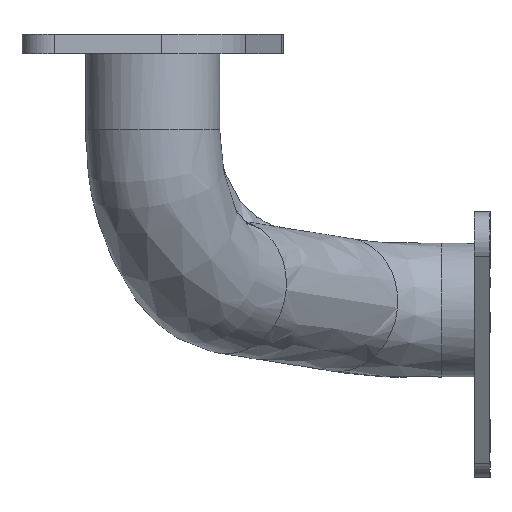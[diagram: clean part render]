
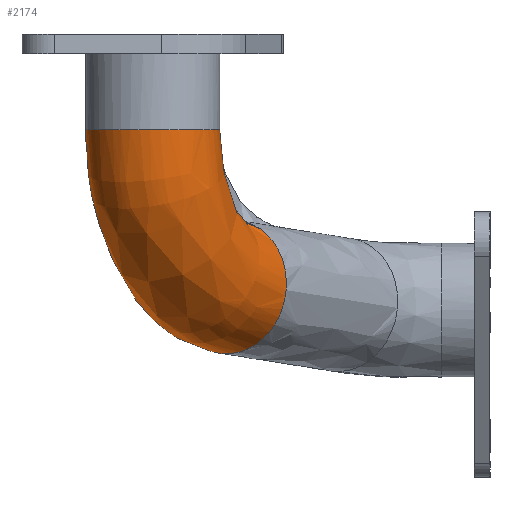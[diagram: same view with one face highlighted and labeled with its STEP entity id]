
A CAD part, left-side view. The second image highlights one B-rep face of the part: STEP entity #2174.
In plain terms, the highlighted free-form (B-spline) face has degree [2, 2] with [3, 7] control points.
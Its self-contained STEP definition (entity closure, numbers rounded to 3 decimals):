
#2125 = VERTEX_POINT('',#2126);
#2126 = CARTESIAN_POINT('',(-503.066,-37.02,
    -51.034));
#2131 = EDGE_CURVE('',#2125,#2132,#2134,.T.);
#2132 = VERTEX_POINT('',#2133);
#2133 = CARTESIAN_POINT('',(-439.157,-23.97,
    -51.034));
#2134 = ( BOUNDED_CURVE() B_SPLINE_CURVE(2,(#2135,#2136,#2137),
.UNSPECIFIED.,.F.,.F.) B_SPLINE_CURVE_WITH_KNOTS((3,3),(3.142,
4.759),.PIECEWISE_BEZIER_KNOTS.) CURVE() 
GEOMETRIC_REPRESENTATION_ITEM() RATIONAL_B_SPLINE_CURVE((1.,
0.69,1.)) REPRESENTATION_ITEM('') );
#2135 = CARTESIAN_POINT('',(-503.066,-37.02,
    -51.034));
#2136 = CARTESIAN_POINT('',(-464.273,-63.979,
    -51.034));
#2137 = CARTESIAN_POINT('',(-439.157,-23.97,
    -51.034));
#2139 = EDGE_CURVE('',#2132,#2125,#2140,.T.);
#2140 = ( BOUNDED_CURVE() B_SPLINE_CURVE(2,(#2141,#2142,#2143,#2144,
#2145),.UNSPECIFIED.,.F.,.F.) B_SPLINE_CURVE_WITH_KNOTS((3,2,3),(
    4.759,7.092,9.425),
.PIECEWISE_BEZIER_KNOTS.) CURVE() GEOMETRIC_REPRESENTATION_ITEM() 
RATIONAL_B_SPLINE_CURVE((1.,0.393,1.,0.393,1.)) 
REPRESENTATION_ITEM('') );
#2141 = CARTESIAN_POINT('',(-439.157,-23.97,
    -51.034));
#2142 = CARTESIAN_POINT('',(-383.149,65.246,
    -51.034));
#2143 = CARTESIAN_POINT('',(-486.358,44.17,
    -51.034));
#2144 = CARTESIAN_POINT('',(-589.567,23.095,
    -51.034));
#2145 = CARTESIAN_POINT('',(-503.066,-37.02,
    -51.034));
#2174 = ADVANCED_FACE('',(#2175),#2204,.T.);
#2175 = FACE_BOUND('',#2176,.T.);
#2176 = EDGE_LOOP('',(#2177,#2178,#2186,#2196,#2202,#2203));
#2177 = ORIENTED_EDGE('',*,*,#2139,.F.);
#2178 = ORIENTED_EDGE('',*,*,#2179,.T.);
#2179 = EDGE_CURVE('',#2132,#2180,#2182,.T.);
#2180 = VERTEX_POINT('',#2181);
#2181 = CARTESIAN_POINT('',(-391.858,-53.662,
    -111.81));
#2182 = ( BOUNDED_CURVE() B_SPLINE_CURVE(2,(#2183,#2184,#2185),
.UNSPECIFIED.,.F.,.F.) B_SPLINE_CURVE_WITH_KNOTS((3,3),(4.712,
6.199),.PIECEWISE_BEZIER_KNOTS.) CURVE() 
GEOMETRIC_REPRESENTATION_ITEM() RATIONAL_B_SPLINE_CURVE((1.,
0.736,1.)) REPRESENTATION_ITEM('') );
#2183 = CARTESIAN_POINT('',(-439.157,-23.97,
    -51.034));
#2184 = CARTESIAN_POINT('',(-439.157,-23.97,
    -107.08));
#2185 = CARTESIAN_POINT('',(-391.858,-53.662,
    -111.81));
#2186 = ORIENTED_EDGE('',*,*,#2187,.T.);
#2187 = EDGE_CURVE('',#2180,#2188,#2190,.T.);
#2188 = VERTEX_POINT('',#2189);
#2189 = CARTESIAN_POINT('',(-419.175,-89.685,
    -158.83));
#2190 = ( BOUNDED_CURVE() B_SPLINE_CURVE(2,(#2191,#2192,#2193,#2194,
#2195),.UNSPECIFIED.,.F.,.F.) B_SPLINE_CURVE_WITH_KNOTS((3,2,3),(
    4.759,7.092,9.425),
.PIECEWISE_BEZIER_KNOTS.) CURVE() GEOMETRIC_REPRESENTATION_ITEM() 
RATIONAL_B_SPLINE_CURVE((1.,0.393,1.,0.393,1.)) 
REPRESENTATION_ITEM('') );
#2191 = CARTESIAN_POINT('',(-391.858,-53.662,
    -111.81));
#2192 = CARTESIAN_POINT('',(-335.851,35.553,
    -111.81));
#2193 = CARTESIAN_POINT('',(-379.965,-22.621,
    -187.744));
#2194 = CARTESIAN_POINT('',(-424.079,-80.795,
    -263.678));
#2195 = CARTESIAN_POINT('',(-419.175,-89.685,
    -158.83));
#2196 = ORIENTED_EDGE('',*,*,#2197,.T.);
#2197 = EDGE_CURVE('',#2188,#2180,#2198,.T.);
#2198 = ( BOUNDED_CURVE() B_SPLINE_CURVE(2,(#2199,#2200,#2201),
.UNSPECIFIED.,.F.,.F.) B_SPLINE_CURVE_WITH_KNOTS((3,3),(3.142,
4.759),.PIECEWISE_BEZIER_KNOTS.) CURVE() 
GEOMETRIC_REPRESENTATION_ITEM() RATIONAL_B_SPLINE_CURVE((1.,
0.69,1.)) REPRESENTATION_ITEM('') );
#2199 = CARTESIAN_POINT('',(-419.175,-89.685,
    -158.83));
#2200 = CARTESIAN_POINT('',(-416.975,-93.672,
    -111.81));
#2201 = CARTESIAN_POINT('',(-391.858,-53.662,
    -111.81));
#2202 = ORIENTED_EDGE('',*,*,#2179,.F.);
#2203 = ORIENTED_EDGE('',*,*,#2131,.F.);
#2204 = ( BOUNDED_SURFACE() B_SPLINE_SURFACE(2,2,(
    (#2205,#2206,#2207,#2208,#2209,#2210,#2211)
    ,(#2212,#2213,#2214,#2215,#2216,#2217,#2218)
    ,(#2219,#2220,#2221,#2222,#2223,#2224,#2225
)),.UNSPECIFIED.,.F.,.T.,.F.) B_SPLINE_SURFACE_WITH_KNOTS((3,3),(3,2,2,3
    ),(0.084,1.571),(3.142,5.236,
    7.33,9.425),.PIECEWISE_BEZIER_KNOTS.) 
GEOMETRIC_REPRESENTATION_ITEM() RATIONAL_B_SPLINE_SURFACE((
    (1.,0.5,1.,0.5,1.,0.5,1.)
    ,(0.736,0.368,0.736,0.368
      ,0.736,0.368,0.736)
,(1.,0.5,1.,0.5,1.,0.5,1.))) REPRESENTATION_ITEM('') SURFACE() );
#2205 = CARTESIAN_POINT('',(-391.858,-53.662,
    -111.81));
#2206 = CARTESIAN_POINT('',(-433.375,-119.795,
    -111.81));
#2207 = CARTESIAN_POINT('',(-417.45,-83.694,
    -179.192));
#2208 = CARTESIAN_POINT('',(-401.525,-47.594,
    -246.573));
#2209 = CARTESIAN_POINT('',(-375.933,-17.562,
    -179.192));
#2210 = CARTESIAN_POINT('',(-350.342,12.47,
    -111.81));
#2211 = CARTESIAN_POINT('',(-391.858,-53.662,
    -111.81));
#2212 = CARTESIAN_POINT('',(-439.157,-23.97,
    -107.08));
#2213 = CARTESIAN_POINT('',(-480.673,-90.102,
    -107.08));
#2214 = CARTESIAN_POINT('',(-517.187,-21.081,
    -169.218));
#2215 = CARTESIAN_POINT('',(-553.702,47.939,
    -231.356));
#2216 = CARTESIAN_POINT('',(-475.671,45.051,
    -169.218));
#2217 = CARTESIAN_POINT('',(-397.64,42.163,
    -107.08));
#2218 = CARTESIAN_POINT('',(-439.157,-23.97,
    -107.08));
#2219 = CARTESIAN_POINT('',(-439.157,-23.97,
    -51.034));
#2220 = CARTESIAN_POINT('',(-480.673,-90.102,
    -51.034));
#2221 = CARTESIAN_POINT('',(-517.187,-21.081,
    -51.034));
#2222 = CARTESIAN_POINT('',(-553.702,47.939,
    -51.034));
#2223 = CARTESIAN_POINT('',(-475.671,45.051,
    -51.034));
#2224 = CARTESIAN_POINT('',(-397.64,42.163,
    -51.034));
#2225 = CARTESIAN_POINT('',(-439.157,-23.97,
    -51.034));
